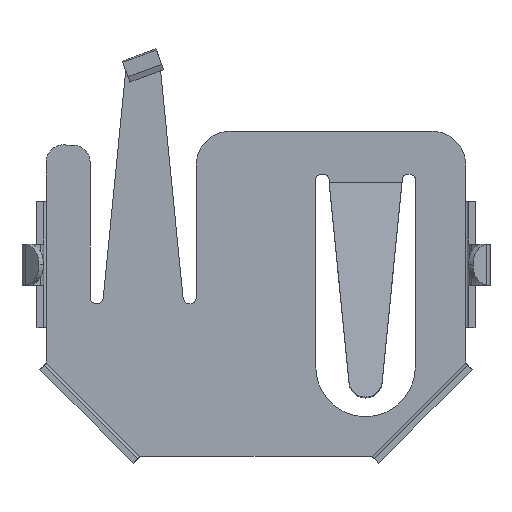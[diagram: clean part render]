
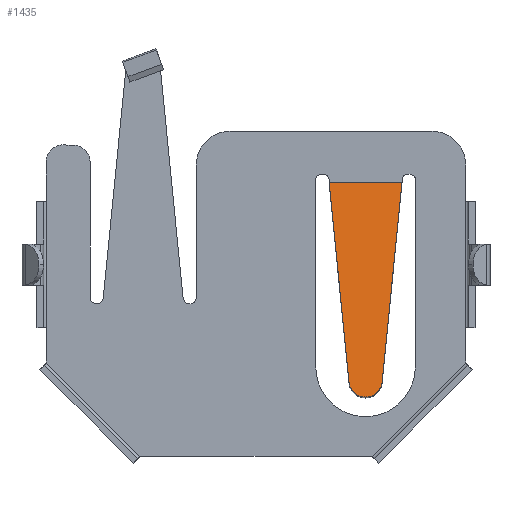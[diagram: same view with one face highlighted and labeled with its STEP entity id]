
A CAD part, front view. The second image highlights one B-rep face of the part: STEP entity #1435.
In plain terms, the highlighted planar face has unit normal (0, -0.987, 0.159).
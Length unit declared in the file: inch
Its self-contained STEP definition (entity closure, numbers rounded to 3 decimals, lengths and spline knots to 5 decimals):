
#73 = VERTEX_POINT ( 'NONE', #3065 ) ;
#138 = VERTEX_POINT ( 'NONE', #1734 ) ;
#146 = ORIENTED_EDGE ( 'NONE', *, *, #2920, .T. ) ;
#194 = LINE ( 'NONE', #1438, #3832 ) ;
#236 = DIRECTION ( 'NONE',  ( 0., -0.159, -0.987 ) ) ;
#305 = DIRECTION ( 'NONE',  ( 0., -0.159, -0.987 ) ) ;
#470 = VERTEX_POINT ( 'NONE', #646 ) ;
#502 = EDGE_LOOP ( 'NONE', ( #1177, #2041, #3106, #793, #146 ) ) ;
#585 = CIRCLE ( 'NONE', #2038, 0.025 ) ;
#614 = CARTESIAN_POINT ( 'NONE',  ( 0.18988, 0.02158, -0.17714 ) ) ;
#646 = CARTESIAN_POINT ( 'NONE',  ( 0.14012, 0.02158, -0.17714 ) ) ;
#742 = EDGE_CURVE ( 'NONE', #470, #138, #898, .T. ) ;
#793 = ORIENTED_EDGE ( 'NONE', *, *, #3373, .T. ) ;
#868 = PLANE ( 'NONE',  #3823 ) ;
#898 = CIRCLE ( 'NONE', #3872, 0.025 ) ;
#1025 = VECTOR ( 'NONE', #3478, 39.37008 ) ;
#1177 = ORIENTED_EDGE ( 'NONE', *, *, #1507, .F. ) ;
#1249 = DIRECTION ( 'NONE',  ( 0.098, -0.158, -0.983 ) ) ;
#1380 = CARTESIAN_POINT ( 'NONE',  ( 0.18988, 0.02158, -0.17714 ) ) ;
#1421 = CARTESIAN_POINT ( 'NONE',  ( 0., 0.04878, -0.00817 ) ) ;
#1435 = ADVANCED_FACE ( 'NONE', ( #2629 ), #868, .T. ) ;
#1438 = CARTESIAN_POINT ( 'NONE',  ( 0.11, 0.06995, 0.12336 ) ) ;
#1507 = EDGE_CURVE ( 'NONE', #3003, #73, #194, .T. ) ;
#1734 = CARTESIAN_POINT ( 'NONE',  ( 0.165, 0.018, -0.19941 ) ) ;
#1737 = DIRECTION ( 'NONE',  ( 1., 0., 0. ) ) ;
#1884 = LINE ( 'NONE', #2756, #2279 ) ;
#2010 = CARTESIAN_POINT ( 'NONE',  ( 0.11022, 0.06995, 0.12336 ) ) ;
#2038 = AXIS2_PLACEMENT_3D ( 'NONE', #2098, #2399, #305 ) ;
#2041 = ORIENTED_EDGE ( 'NONE', *, *, #2353, .T. ) ;
#2055 = DIRECTION ( 'NONE',  ( 0., -0.987, 0.159 ) ) ;
#2098 = CARTESIAN_POINT ( 'NONE',  ( 0.165, 0.02197, -0.17473 ) ) ;
#2232 = LINE ( 'NONE', #1380, #1025 ) ;
#2279 = VECTOR ( 'NONE', #1249, 39.37008 ) ;
#2353 = EDGE_CURVE ( 'NONE', #3003, #470, #1884, .T. ) ;
#2399 = DIRECTION ( 'NONE',  ( 0., -0.987, 0.159 ) ) ;
#2629 = FACE_OUTER_BOUND ( 'NONE', #502, .T. ) ;
#2756 = CARTESIAN_POINT ( 'NONE',  ( 0.11, 0.0703, 0.12556 ) ) ;
#2883 = VERTEX_POINT ( 'NONE', #614 ) ;
#2920 = EDGE_CURVE ( 'NONE', #2883, #73, #2232, .T. ) ;
#2999 = DIRECTION ( 'NONE',  ( 0., -0.159, -0.987 ) ) ;
#3003 = VERTEX_POINT ( 'NONE', #2010 ) ;
#3020 = CARTESIAN_POINT ( 'NONE',  ( 0.165, 0.02197, -0.17473 ) ) ;
#3065 = CARTESIAN_POINT ( 'NONE',  ( 0.21978, 0.06995, 0.12336 ) ) ;
#3106 = ORIENTED_EDGE ( 'NONE', *, *, #742, .T. ) ;
#3373 = EDGE_CURVE ( 'NONE', #138, #2883, #585, .T. ) ;
#3478 = DIRECTION ( 'NONE',  ( 0.098, 0.158, 0.983 ) ) ;
#3572 = DIRECTION ( 'NONE',  ( 0., -0.987, 0.159 ) ) ;
#3823 = AXIS2_PLACEMENT_3D ( 'NONE', #1421, #2055, #236 ) ;
#3832 = VECTOR ( 'NONE', #1737, 39.37008 ) ;
#3872 = AXIS2_PLACEMENT_3D ( 'NONE', #3020, #3572, #2999 ) ;
